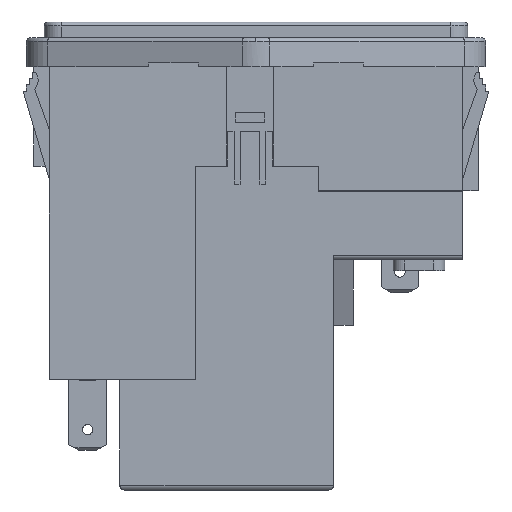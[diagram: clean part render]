
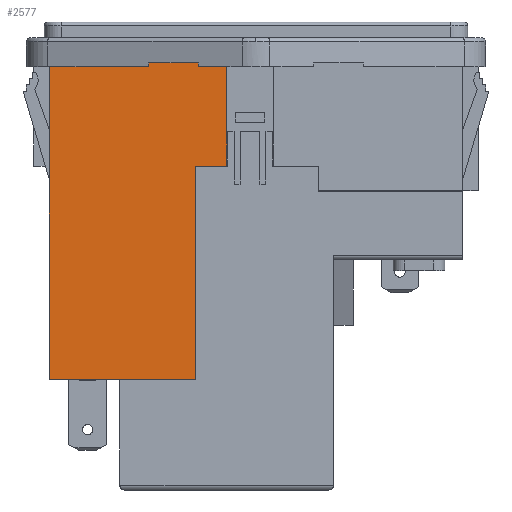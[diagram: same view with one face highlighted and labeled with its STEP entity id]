
A CAD part, left-side view. The second image highlights one B-rep face of the part: STEP entity #2577.
In plain terms, the highlighted planar face has unit normal (-1, 0, 0).
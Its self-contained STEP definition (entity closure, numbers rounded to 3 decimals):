
#705 = EDGE_CURVE ( 'NONE', #715, #706, #8043, .T. ) ;
#706 = VERTEX_POINT ( 'NONE', #8039 ) ;
#715 = VERTEX_POINT ( 'NONE', #8086 ) ;
#782 = EDGE_CURVE ( 'NONE', #783, #788, #8223, .T. ) ;
#783 = VERTEX_POINT ( 'NONE', #8219 ) ;
#788 = VERTEX_POINT ( 'NONE', #8203 ) ;
#1202 = VERTEX_POINT ( 'NONE', #12359 ) ;
#1205 = EDGE_CURVE ( 'NONE', #1202, #1206, #12371, .T. ) ;
#1206 = VERTEX_POINT ( 'NONE', #12404 ) ;
#2235 = EDGE_CURVE ( 'NONE', #1206, #3502, #14431, .T. ) ;
#2495 = EDGE_LOOP ( 'NONE', ( #2496, #2497, #2499, #2500, #2503, #2565, #2567, #2568, #2569, #2570 ) ) ;
#2496 = ORIENTED_EDGE ( 'NONE', *, *, #705, .F. ) ;
#2497 = ORIENTED_EDGE ( 'NONE', *, *, #2498, .F. ) ;
#2498 = EDGE_CURVE ( 'NONE', #783, #715, #14868, .T. ) ;
#2499 = ORIENTED_EDGE ( 'NONE', *, *, #782, .T. ) ;
#2500 = ORIENTED_EDGE ( 'NONE', *, *, #2501, .F. ) ;
#2501 = EDGE_CURVE ( 'NONE', #2502, #788, #14864, .T. ) ;
#2502 = VERTEX_POINT ( 'NONE', #14860 ) ;
#2503 = ORIENTED_EDGE ( 'NONE', *, *, #2504, .F. ) ;
#2504 = EDGE_CURVE ( 'NONE', #2505, #2502, #14859, .T. ) ;
#2505 = VERTEX_POINT ( 'NONE', #14855 ) ;
#2565 = ORIENTED_EDGE ( 'NONE', *, *, #2566, .T. ) ;
#2566 = EDGE_CURVE ( 'NONE', #2505, #3606, #14936, .T. ) ;
#2567 = ORIENTED_EDGE ( 'NONE', *, *, #3478, .T. ) ;
#2568 = ORIENTED_EDGE ( 'NONE', *, *, #2235, .F. ) ;
#2569 = ORIENTED_EDGE ( 'NONE', *, *, #1205, .F. ) ;
#2570 = ORIENTED_EDGE ( 'NONE', *, *, #2571, .F. ) ;
#2571 = EDGE_CURVE ( 'NONE', #706, #1202, #14932, .T. ) ;
#2577 = ADVANCED_FACE ( 'NONE', ( #14918 ), #14917, .F. ) ;
#3478 = EDGE_CURVE ( 'NONE', #3606, #3502, #16379, .T. ) ;
#3502 = VERTEX_POINT ( 'NONE', #16450 ) ;
#3606 = VERTEX_POINT ( 'NONE', #16595 ) ;
#8039 = CARTESIAN_POINT ( 'NONE',  ( -13., 7.766, -18.415 ) ) ;
#8040 = DIRECTION ( 'NONE',  ( 0., 1., 0. ) ) ;
#8041 = VECTOR ( 'NONE', #8040, 1000. ) ;
#8042 = CARTESIAN_POINT ( 'NONE',  ( -13., 7.766, -18.415 ) ) ;
#8043 = LINE ( 'NONE', #8042, #8041 ) ;
#8086 = CARTESIAN_POINT ( 'NONE',  ( -13., 3.766, -18.415 ) ) ;
#8203 = CARTESIAN_POINT ( 'NONE',  ( -13., 7.364, -5.715 ) ) ;
#8219 = CARTESIAN_POINT ( 'NONE',  ( -13., 3.766, -5.715 ) ) ;
#8220 = DIRECTION ( 'NONE',  ( 0., 1., 0. ) ) ;
#8221 = VECTOR ( 'NONE', #8220, 1000. ) ;
#8222 = CARTESIAN_POINT ( 'NONE',  ( -13., -26.416, -5.715 ) ) ;
#8223 = LINE ( 'NONE', #8222, #8221 ) ;
#12359 = CARTESIAN_POINT ( 'NONE',  ( -13., 7.766, -45.669 ) ) ;
#12370 = CARTESIAN_POINT ( 'NONE',  ( -13., -26.416, -45.669 ) ) ;
#12371 = LINE ( 'NONE', #12370, #12406 ) ;
#12404 = CARTESIAN_POINT ( 'NONE',  ( -13., 26.416, -45.669 ) ) ;
#12405 = DIRECTION ( 'NONE',  ( 0., 1., 0. ) ) ;
#12406 = VECTOR ( 'NONE', #12405, 1000. ) ;
#14428 = DIRECTION ( 'NONE',  ( 0., 0., 1. ) ) ;
#14429 = VECTOR ( 'NONE', #14428, 1000. ) ;
#14430 = CARTESIAN_POINT ( 'NONE',  ( -13., 26.416, -45.669 ) ) ;
#14431 = LINE ( 'NONE', #14430, #14429 ) ;
#14855 = CARTESIAN_POINT ( 'NONE',  ( -13., 13.714, -5.207 ) ) ;
#14856 = DIRECTION ( 'NONE',  ( 0., -1., 0. ) ) ;
#14857 = VECTOR ( 'NONE', #14856, 1000. ) ;
#14858 = CARTESIAN_POINT ( 'NONE',  ( -13., 13.714, -5.207 ) ) ;
#14859 = LINE ( 'NONE', #14858, #14857 ) ;
#14860 = CARTESIAN_POINT ( 'NONE',  ( -13., 7.364, -5.207 ) ) ;
#14861 = DIRECTION ( 'NONE',  ( 0., 0., -1. ) ) ;
#14862 = VECTOR ( 'NONE', #14861, 1000. ) ;
#14863 = CARTESIAN_POINT ( 'NONE',  ( -13., 7.364, -5.207 ) ) ;
#14864 = LINE ( 'NONE', #14863, #14862 ) ;
#14865 = DIRECTION ( 'NONE',  ( 0., 0., -1. ) ) ;
#14866 = VECTOR ( 'NONE', #14865, 1000. ) ;
#14867 = CARTESIAN_POINT ( 'NONE',  ( -13., 3.766, 1.405 ) ) ;
#14868 = LINE ( 'NONE', #14867, #14866 ) ;
#14914 = DIRECTION ( 'NONE',  ( 1., 0., 0. ) ) ;
#14915 = CARTESIAN_POINT ( 'NONE',  ( -13., -26.416, -45.669 ) ) ;
#14916 = AXIS2_PLACEMENT_3D ( 'NONE', #14915, #14914, #14976 ) ;
#14917 = PLANE ( 'NONE',  #14916 ) ;
#14918 = FACE_OUTER_BOUND ( 'NONE', #2495, .T. ) ;
#14929 = DIRECTION ( 'NONE',  ( 0., 0., -1. ) ) ;
#14930 = VECTOR ( 'NONE', #14929, 1000. ) ;
#14931 = CARTESIAN_POINT ( 'NONE',  ( -13., 7.766, -45.669 ) ) ;
#14932 = LINE ( 'NONE', #14931, #14930 ) ;
#14933 = DIRECTION ( 'NONE',  ( 0., 0., -1. ) ) ;
#14934 = VECTOR ( 'NONE', #14933, 1000. ) ;
#14935 = CARTESIAN_POINT ( 'NONE',  ( -13., 13.714, -5.207 ) ) ;
#14936 = LINE ( 'NONE', #14935, #14934 ) ;
#14976 = DIRECTION ( 'NONE',  ( 0., 0., -1. ) ) ;
#16376 = DIRECTION ( 'NONE',  ( 0., 1., 0. ) ) ;
#16377 = VECTOR ( 'NONE', #16376, 1000. ) ;
#16378 = CARTESIAN_POINT ( 'NONE',  ( -13., -26.416, -5.715 ) ) ;
#16379 = LINE ( 'NONE', #16378, #16377 ) ;
#16450 = CARTESIAN_POINT ( 'NONE',  ( -13., 26.416, -5.715 ) ) ;
#16595 = CARTESIAN_POINT ( 'NONE',  ( -13., 13.714, -5.715 ) ) ;
